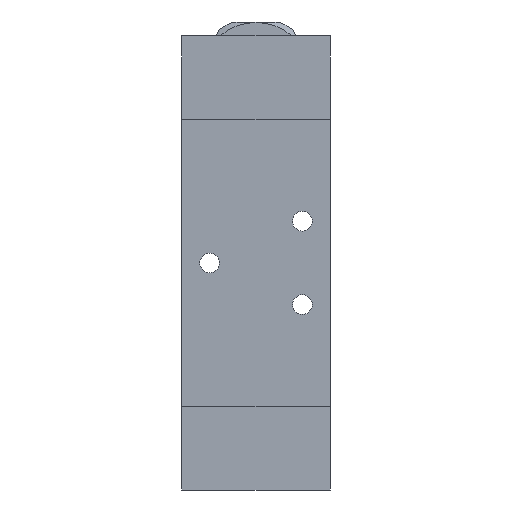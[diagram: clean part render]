
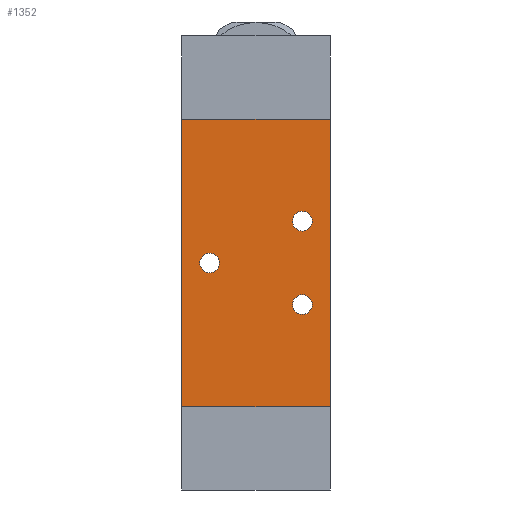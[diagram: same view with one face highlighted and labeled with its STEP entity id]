
A CAD part, front view. The second image highlights one B-rep face of the part: STEP entity #1352.
In plain terms, the highlighted planar face has unit normal (0, -1, 0).
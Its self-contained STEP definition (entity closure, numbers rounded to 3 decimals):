
#671=CARTESIAN_POINT('',(-7.875,-9.,0.));
#672=VERTEX_POINT('',#671);
#673=CARTESIAN_POINT('',(-10.,-9.,0.0));
#674=DIRECTION('',(0.0,1.0,0.0));
#675=DIRECTION('',(-1.0,0.0,0.0));
#676=AXIS2_PLACEMENT_3D('',#673,#674,#675);
#677=CIRCLE('',#676,2.125);
#678=EDGE_CURVE('',#672,#672,#677,.T.);
#699=CARTESIAN_POINT('',(12.125,-9.,-9.0));
#700=VERTEX_POINT('',#699);
#701=CARTESIAN_POINT('',(10.,-9.,-9.0));
#702=DIRECTION('',(0.0,1.0,0.0));
#703=DIRECTION('',(-1.0,0.0,0.0));
#704=AXIS2_PLACEMENT_3D('',#701,#702,#703);
#705=CIRCLE('',#704,2.125);
#706=EDGE_CURVE('',#700,#700,#705,.T.);
#727=CARTESIAN_POINT('',(12.125,-9.,9.0));
#728=VERTEX_POINT('',#727);
#729=CARTESIAN_POINT('',(10.,-9.,9.0));
#730=DIRECTION('',(0.0,1.0,0.0));
#731=DIRECTION('',(-1.0,0.0,0.0));
#732=AXIS2_PLACEMENT_3D('',#729,#730,#731);
#733=CIRCLE('',#732,2.125);
#734=EDGE_CURVE('',#728,#728,#733,.T.);
#1241=CARTESIAN_POINT('',(-16.0,-9.0,-31.0));
#1242=VERTEX_POINT('',#1241);
#1257=CARTESIAN_POINT('',(16.0,-9.,-31.0));
#1258=VERTEX_POINT('',#1257);
#1265=CARTESIAN_POINT('',(-16.0,-9.0,-31.0));
#1266=DIRECTION('',(1.0,0.0,0.0));
#1267=VECTOR('',#1266,32.0);
#1268=LINE('',#1265,#1267);
#1269=EDGE_CURVE('',#1242,#1258,#1268,.T.);
#1287=CARTESIAN_POINT('',(16.0,-9.,31.0));
#1288=VERTEX_POINT('',#1287);
#1295=CARTESIAN_POINT('',(16.0,-9.,31.0));
#1296=DIRECTION('',(0.0,0.0,-1.0));
#1297=VECTOR('',#1296,62.0);
#1298=LINE('',#1295,#1297);
#1299=EDGE_CURVE('',#1288,#1258,#1298,.T.);
#1320=CARTESIAN_POINT('',(16.0,-9.,0.0));
#1321=DIRECTION('',(0.0,-1.0,0.0));
#1322=DIRECTION('',(0.0,0.0,-1.0));
#1323=AXIS2_PLACEMENT_3D('',#1320,#1321,#1322);
#1324=PLANE('',#1323);
#1325=CARTESIAN_POINT('',(-16.0,-9.0,31.0));
#1326=VERTEX_POINT('',#1325);
#1327=CARTESIAN_POINT('',(16.0,-9.,31.0));
#1328=DIRECTION('',(-1.0,0.0,0.0));
#1329=VECTOR('',#1328,32.0);
#1330=LINE('',#1327,#1329);
#1331=EDGE_CURVE('',#1288,#1326,#1330,.T.);
#1332=ORIENTED_EDGE('',*,*,#1331,.T.);
#1333=CARTESIAN_POINT('',(-16.0,-9.0,31.0));
#1334=DIRECTION('',(0.0,0.0,-1.0));
#1335=VECTOR('',#1334,62.0);
#1336=LINE('',#1333,#1335);
#1337=EDGE_CURVE('',#1326,#1242,#1336,.T.);
#1338=ORIENTED_EDGE('',*,*,#1337,.T.);
#1339=ORIENTED_EDGE('',*,*,#1269,.T.);
#1340=ORIENTED_EDGE('',*,*,#1299,.F.);
#1341=EDGE_LOOP('',(#1332,#1338,#1339,#1340));
#1342=FACE_OUTER_BOUND('',#1341,.T.);
#1343=ORIENTED_EDGE('',*,*,#678,.T.);
#1344=EDGE_LOOP('',(#1343));
#1345=FACE_BOUND('',#1344,.T.);
#1346=ORIENTED_EDGE('',*,*,#706,.T.);
#1347=EDGE_LOOP('',(#1346));
#1348=FACE_BOUND('',#1347,.T.);
#1349=ORIENTED_EDGE('',*,*,#734,.T.);
#1350=EDGE_LOOP('',(#1349));
#1351=FACE_BOUND('',#1350,.T.);
#1352=ADVANCED_FACE('',(#1342,#1345,#1348,#1351),#1324,.T.);
